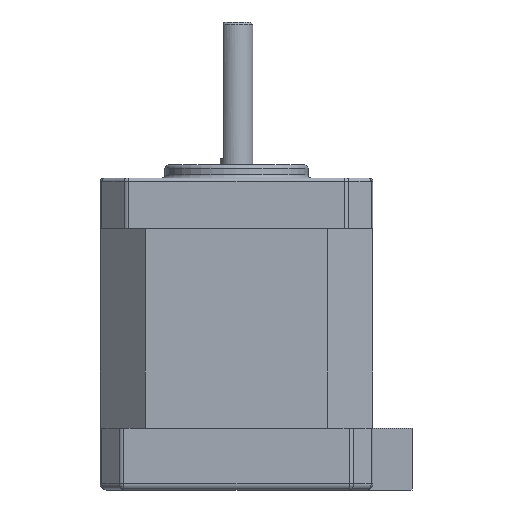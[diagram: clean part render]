
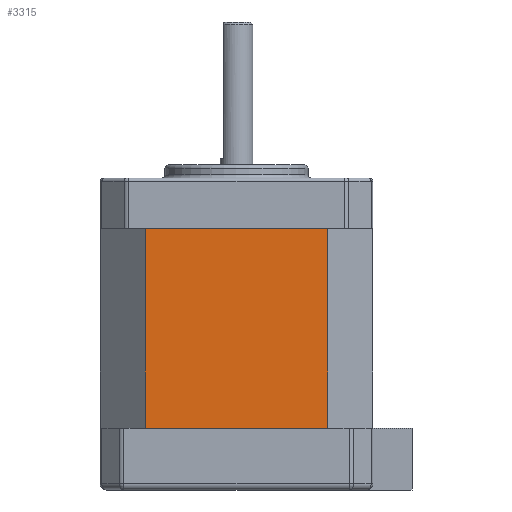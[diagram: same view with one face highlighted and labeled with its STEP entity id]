
A CAD part, front view. The second image highlights one B-rep face of the part: STEP entity #3315.
In plain terms, the highlighted planar face has unit normal (0, -1, 0).
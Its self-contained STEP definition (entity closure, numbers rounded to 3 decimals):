
#1456 = PLANE('',#1457);
#1457 = AXIS2_PLACEMENT_3D('',#1458,#1459,#1460);
#1458 = CARTESIAN_POINT('',(0.,0.,40.25));
#1459 = DIRECTION('',(0.,1.,0.));
#1460 = DIRECTION('',(1.,0.,0.));
#2301 = VERTEX_POINT('',#2302);
#2302 = CARTESIAN_POINT('',(35.,0.,40.25));
#2328 = EDGE_CURVE('',#2329,#2301,#2331,.T.);
#2329 = VERTEX_POINT('',#2330);
#2330 = CARTESIAN_POINT('',(7.,0.,40.25));
#2331 = SURFACE_CURVE('',#2332,(#2336,#2343),.PCURVE_S1.);
#2332 = LINE('',#2333,#2334);
#2333 = CARTESIAN_POINT('',(0.,0.,40.25));
#2334 = VECTOR('',#2335,1.);
#2335 = DIRECTION('',(1.,0.,0.));
#2336 = PCURVE('',#1456,#2337);
#2337 = DEFINITIONAL_REPRESENTATION('',(#2338),#2342);
#2338 = LINE('',#2339,#2340);
#2339 = CARTESIAN_POINT('',(0.,0.));
#2340 = VECTOR('',#2341,1.);
#2341 = DIRECTION('',(1.,0.));
#2342 = ( GEOMETRIC_REPRESENTATION_CONTEXT(2) 
PARAMETRIC_REPRESENTATION_CONTEXT() REPRESENTATION_CONTEXT('2D SPACE',''
  ) );
#2343 = PCURVE('',#2344,#2349);
#2344 = PLANE('',#2345);
#2345 = AXIS2_PLACEMENT_3D('',#2346,#2347,#2348);
#2346 = CARTESIAN_POINT('',(7.,0.,9.5));
#2347 = DIRECTION('',(0.,1.,0.));
#2348 = DIRECTION('',(1.,0.,0.));
#2349 = DEFINITIONAL_REPRESENTATION('',(#2350),#2354);
#2350 = LINE('',#2351,#2352);
#2351 = CARTESIAN_POINT('',(-7.,-30.75));
#2352 = VECTOR('',#2353,1.);
#2353 = DIRECTION('',(1.,0.));
#2354 = ( GEOMETRIC_REPRESENTATION_CONTEXT(2) 
PARAMETRIC_REPRESENTATION_CONTEXT() REPRESENTATION_CONTEXT('2D SPACE',''
  ) );
#3304 = PLANE('',#3305);
#3305 = AXIS2_PLACEMENT_3D('',#3306,#3307,#3308);
#3306 = CARTESIAN_POINT('',(7.,0.,9.5));
#3307 = DIRECTION('',(-0.707,-0.707,0.));
#3308 = DIRECTION('',(-0.707,0.707,0.));
#3315 = ADVANCED_FACE('',(#3316),#2344,.F.);
#3316 = FACE_BOUND('',#3317,.F.);
#3317 = EDGE_LOOP('',(#3318,#3341,#3342,#3370));
#3318 = ORIENTED_EDGE('',*,*,#3319,.T.);
#3319 = EDGE_CURVE('',#3320,#2329,#3322,.T.);
#3320 = VERTEX_POINT('',#3321);
#3321 = CARTESIAN_POINT('',(7.,0.,9.5));
#3322 = SURFACE_CURVE('',#3323,(#3327,#3334),.PCURVE_S1.);
#3323 = LINE('',#3324,#3325);
#3324 = CARTESIAN_POINT('',(7.,0.,9.5));
#3325 = VECTOR('',#3326,1.);
#3326 = DIRECTION('',(0.,0.,1.));
#3327 = PCURVE('',#2344,#3328);
#3328 = DEFINITIONAL_REPRESENTATION('',(#3329),#3333);
#3329 = LINE('',#3330,#3331);
#3330 = CARTESIAN_POINT('',(0.,0.));
#3331 = VECTOR('',#3332,1.);
#3332 = DIRECTION('',(0.,-1.));
#3333 = ( GEOMETRIC_REPRESENTATION_CONTEXT(2) 
PARAMETRIC_REPRESENTATION_CONTEXT() REPRESENTATION_CONTEXT('2D SPACE',''
  ) );
#3334 = PCURVE('',#3304,#3335);
#3335 = DEFINITIONAL_REPRESENTATION('',(#3336),#3340);
#3336 = LINE('',#3337,#3338);
#3337 = CARTESIAN_POINT('',(0.,0.));
#3338 = VECTOR('',#3339,1.);
#3339 = DIRECTION('',(0.,-1.));
#3340 = ( GEOMETRIC_REPRESENTATION_CONTEXT(2) 
PARAMETRIC_REPRESENTATION_CONTEXT() REPRESENTATION_CONTEXT('2D SPACE',''
  ) );
#3341 = ORIENTED_EDGE('',*,*,#2328,.T.);
#3342 = ORIENTED_EDGE('',*,*,#3343,.F.);
#3343 = EDGE_CURVE('',#3344,#2301,#3346,.T.);
#3344 = VERTEX_POINT('',#3345);
#3345 = CARTESIAN_POINT('',(35.,0.,9.5));
#3346 = SURFACE_CURVE('',#3347,(#3351,#3358),.PCURVE_S1.);
#3347 = LINE('',#3348,#3349);
#3348 = CARTESIAN_POINT('',(35.,0.,9.5));
#3349 = VECTOR('',#3350,1.);
#3350 = DIRECTION('',(0.,0.,1.));
#3351 = PCURVE('',#2344,#3352);
#3352 = DEFINITIONAL_REPRESENTATION('',(#3353),#3357);
#3353 = LINE('',#3354,#3355);
#3354 = CARTESIAN_POINT('',(28.,0.));
#3355 = VECTOR('',#3356,1.);
#3356 = DIRECTION('',(0.,-1.));
#3357 = ( GEOMETRIC_REPRESENTATION_CONTEXT(2) 
PARAMETRIC_REPRESENTATION_CONTEXT() REPRESENTATION_CONTEXT('2D SPACE',''
  ) );
#3358 = PCURVE('',#3359,#3364);
#3359 = PLANE('',#3360);
#3360 = AXIS2_PLACEMENT_3D('',#3361,#3362,#3363);
#3361 = CARTESIAN_POINT('',(42.,7.,9.5));
#3362 = DIRECTION('',(0.707,-0.707,0.));
#3363 = DIRECTION('',(-0.707,-0.707,0.));
#3364 = DEFINITIONAL_REPRESENTATION('',(#3365),#3369);
#3365 = LINE('',#3366,#3367);
#3366 = CARTESIAN_POINT('',(9.899,0.));
#3367 = VECTOR('',#3368,1.);
#3368 = DIRECTION('',(0.,-1.));
#3369 = ( GEOMETRIC_REPRESENTATION_CONTEXT(2) 
PARAMETRIC_REPRESENTATION_CONTEXT() REPRESENTATION_CONTEXT('2D SPACE',''
  ) );
#3370 = ORIENTED_EDGE('',*,*,#3371,.F.);
#3371 = EDGE_CURVE('',#3320,#3344,#3372,.T.);
#3372 = SURFACE_CURVE('',#3373,(#3377,#3384),.PCURVE_S1.);
#3373 = LINE('',#3374,#3375);
#3374 = CARTESIAN_POINT('',(7.,0.,9.5));
#3375 = VECTOR('',#3376,1.);
#3376 = DIRECTION('',(1.,0.,0.));
#3377 = PCURVE('',#2344,#3378);
#3378 = DEFINITIONAL_REPRESENTATION('',(#3379),#3383);
#3379 = LINE('',#3380,#3381);
#3380 = CARTESIAN_POINT('',(0.,0.));
#3381 = VECTOR('',#3382,1.);
#3382 = DIRECTION('',(1.,0.));
#3383 = ( GEOMETRIC_REPRESENTATION_CONTEXT(2) 
PARAMETRIC_REPRESENTATION_CONTEXT() REPRESENTATION_CONTEXT('2D SPACE',''
  ) );
#3384 = PCURVE('',#3385,#3390);
#3385 = PLANE('',#3386);
#3386 = AXIS2_PLACEMENT_3D('',#3387,#3388,#3389);
#3387 = CARTESIAN_POINT('',(0.,0.,0.));
#3388 = DIRECTION('',(0.,1.,0.));
#3389 = DIRECTION('',(1.,0.,0.));
#3390 = DEFINITIONAL_REPRESENTATION('',(#3391),#3395);
#3391 = LINE('',#3392,#3393);
#3392 = CARTESIAN_POINT('',(7.,-9.5));
#3393 = VECTOR('',#3394,1.);
#3394 = DIRECTION('',(1.,0.));
#3395 = ( GEOMETRIC_REPRESENTATION_CONTEXT(2) 
PARAMETRIC_REPRESENTATION_CONTEXT() REPRESENTATION_CONTEXT('2D SPACE',''
  ) );
